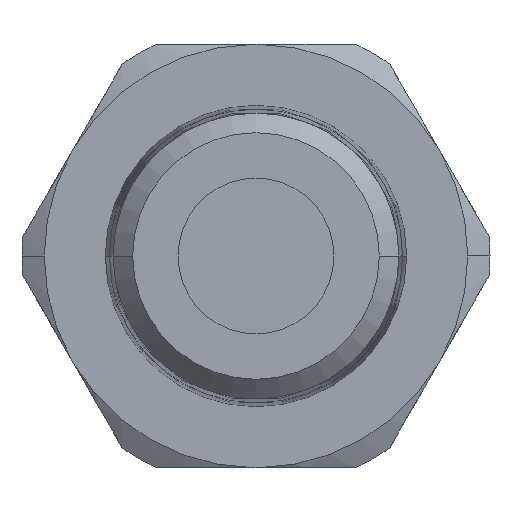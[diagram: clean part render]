
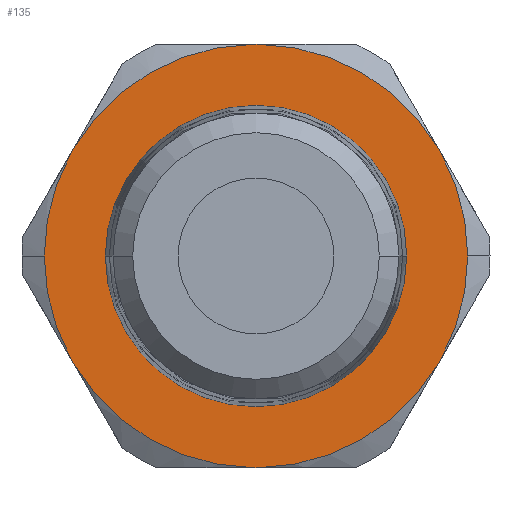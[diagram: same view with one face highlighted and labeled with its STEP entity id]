
A CAD part, front view. The second image highlights one B-rep face of the part: STEP entity #135.
In plain terms, the highlighted planar face has unit normal (0, -1, 0).
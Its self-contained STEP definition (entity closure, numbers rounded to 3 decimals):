
#135=ADVANCED_FACE('',(#326,#327),#328,.T.);
#326=FACE_BOUND('',#528,.T.);
#327=FACE_OUTER_BOUND('',#529,.T.);
#328=PLANE('',#530);
#528=EDGE_LOOP('',(#1256,#1257));
#529=EDGE_LOOP('',(#1258,#1259,#1260,#1261,#1262,#1263,#1264,#1265,#1266,#1267,#1268,#1269,#1270,#1271));
#530=AXIS2_PLACEMENT_3D('',#1272,#1273,#1274);
#1256=ORIENTED_EDGE('',*,*,#1374,.T.);
#1257=ORIENTED_EDGE('',*,*,#1485,.T.);
#1258=ORIENTED_EDGE('',*,*,#1523,.F.);
#1259=ORIENTED_EDGE('',*,*,#1324,.F.);
#1260=ORIENTED_EDGE('',*,*,#1547,.F.);
#1261=ORIENTED_EDGE('',*,*,#1493,.F.);
#1262=ORIENTED_EDGE('',*,*,#1543,.F.);
#1263=ORIENTED_EDGE('',*,*,#1501,.F.);
#1264=ORIENTED_EDGE('',*,*,#1541,.F.);
#1265=ORIENTED_EDGE('',*,*,#1509,.F.);
#1266=ORIENTED_EDGE('',*,*,#1540,.F.);
#1267=ORIENTED_EDGE('',*,*,#1354,.F.);
#1268=ORIENTED_EDGE('',*,*,#1511,.F.);
#1269=ORIENTED_EDGE('',*,*,#1542,.F.);
#1270=ORIENTED_EDGE('',*,*,#1516,.F.);
#1271=ORIENTED_EDGE('',*,*,#1544,.F.);
#1272=CARTESIAN_POINT('',(-6.501,0.0,0.0));
#1273=DIRECTION('',(0.0,-1.0,-0.0));
#1274=DIRECTION('',(1.0,0.0,0.0));
#1324=EDGE_CURVE('',#1608,#1610,#1611,.T.);
#1354=EDGE_CURVE('',#1665,#1661,#1667,.T.);
#1374=EDGE_CURVE('',#1695,#1699,#1701,.T.);
#1485=EDGE_CURVE('',#1699,#1695,#1882,.T.);
#1493=EDGE_CURVE('',#1894,#1884,#1896,.T.);
#1501=EDGE_CURVE('',#1908,#1898,#1910,.T.);
#1509=EDGE_CURVE('',#1922,#1912,#1924,.T.);
#1511=EDGE_CURVE('',#1926,#1665,#1928,.T.);
#1516=EDGE_CURVE('',#1935,#1937,#1938,.T.);
#1523=EDGE_CURVE('',#1610,#1950,#1951,.T.);
#1540=EDGE_CURVE('',#1661,#1922,#1971,.T.);
#1541=EDGE_CURVE('',#1912,#1908,#1972,.T.);
#1542=EDGE_CURVE('',#1937,#1926,#1973,.T.);
#1543=EDGE_CURVE('',#1898,#1894,#1974,.T.);
#1544=EDGE_CURVE('',#1950,#1935,#1975,.T.);
#1547=EDGE_CURVE('',#1884,#1608,#1978,.T.);
#1608=VERTEX_POINT('',#2018);
#1610=VERTEX_POINT('',#2021);
#1611=CIRCLE('',#2022,9.501);
#1661=VERTEX_POINT('',#2112);
#1665=VERTEX_POINT('',#2117);
#1667=CIRCLE('',#2128,9.501);
#1695=VERTEX_POINT('',#2197);
#1699=VERTEX_POINT('',#2202);
#1701=CIRCLE('',#2205,6.76);
#1882=CIRCLE('',#2567,6.76);
#1884=VERTEX_POINT('',#2578);
#1894=VERTEX_POINT('',#2617);
#1896=LINE('',#2628,#2629);
#1898=VERTEX_POINT('',#2640);
#1908=VERTEX_POINT('',#2679);
#1910=LINE('',#2690,#2691);
#1912=VERTEX_POINT('',#2702);
#1922=VERTEX_POINT('',#2741);
#1924=LINE('',#2752,#2753);
#1926=VERTEX_POINT('',#2755);
#1928=LINE('',#2766,#2767);
#1935=VERTEX_POINT('',#2793);
#1937=VERTEX_POINT('',#2804);
#1938=LINE('',#2805,#2806);
#1950=VERTEX_POINT('',#2856);
#1951=LINE('',#2857,#2858);
#1971=CIRCLE('',#2906,9.501);
#1972=CIRCLE('',#2907,9.501);
#1973=CIRCLE('',#2908,9.501);
#1974=CIRCLE('',#2909,9.501);
#1975=CIRCLE('',#2910,9.501);
#1978=CIRCLE('',#2913,9.501);
#2018=CARTESIAN_POINT('',(-9.501,0.0,0.));
#2021=CARTESIAN_POINT('',(-8.296,0.0,4.632));
#2022=AXIS2_PLACEMENT_3D('',#2949,#2950,#2951);
#2112=CARTESIAN_POINT('',(9.501,0.0,0.));
#2117=CARTESIAN_POINT('',(8.296,0.0,4.632));
#2128=AXIS2_PLACEMENT_3D('',#3014,#3015,#3016);
#2197=CARTESIAN_POINT('',(6.76,0.0,0.0));
#2202=CARTESIAN_POINT('',(-6.76,0.0,0.));
#2205=AXIS2_PLACEMENT_3D('',#3048,#3049,#3050);
#2567=AXIS2_PLACEMENT_3D('',#3250,#3251,#3252);
#2578=CARTESIAN_POINT('',(-8.296,0.0,-4.632));
#2617=CARTESIAN_POINT('',(-8.159,0.0,-4.868));
#2628=CARTESIAN_POINT('',(-9.04,0.0,-3.342));
#2629=VECTOR('',#3255,1.0);
#2640=CARTESIAN_POINT('',(-0.137,0.0,-9.5));
#2679=CARTESIAN_POINT('',(0.137,0.0,-9.5));
#2690=CARTESIAN_POINT('',(-3.25,0.0,-9.5));
#2691=VECTOR('',#3258,1.0);
#2702=CARTESIAN_POINT('',(8.159,0.0,-4.868));
#2741=CARTESIAN_POINT('',(8.296,0.0,-4.632));
#2752=CARTESIAN_POINT('',(7.415,0.0,-6.158));
#2753=VECTOR('',#3261,1.0);
#2755=CARTESIAN_POINT('',(8.159,0.0,4.868));
#2766=CARTESIAN_POINT('',(7.415,0.0,6.158));
#2767=VECTOR('',#3262,1.0);
#2793=CARTESIAN_POINT('',(-0.137,0.0,9.5));
#2804=CARTESIAN_POINT('',(0.137,0.0,9.5));
#2805=CARTESIAN_POINT('',(-3.25,0.0,9.5));
#2806=VECTOR('',#3264,1.0);
#2856=CARTESIAN_POINT('',(-8.159,0.0,4.868));
#2857=CARTESIAN_POINT('',(-9.04,0.0,3.342));
#2858=VECTOR('',#3267,1.0);
#2906=AXIS2_PLACEMENT_3D('',#3305,#3306,#3307);
#2907=AXIS2_PLACEMENT_3D('',#3308,#3309,#3310);
#2908=AXIS2_PLACEMENT_3D('',#3311,#3312,#3313);
#2909=AXIS2_PLACEMENT_3D('',#3314,#3315,#3316);
#2910=AXIS2_PLACEMENT_3D('',#3317,#3318,#3319);
#2913=AXIS2_PLACEMENT_3D('',#3326,#3327,#3328);
#2949=CARTESIAN_POINT('',(0.0,0.0,0.0));
#2950=DIRECTION('',(0.0,1.0,0.0));
#2951=DIRECTION('',(-1.0,0.0,0.0));
#3014=CARTESIAN_POINT('',(0.0,0.0,0.0));
#3015=DIRECTION('',(0.0,1.0,0.0));
#3016=DIRECTION('',(-1.0,0.0,0.0));
#3048=CARTESIAN_POINT('',(0.0,0.0,0.0));
#3049=DIRECTION('',(-0.0,1.0,0.0));
#3050=DIRECTION('',(1.0,0.0,0.0));
#3250=CARTESIAN_POINT('',(0.0,0.0,0.0));
#3251=DIRECTION('',(-0.0,1.0,0.0));
#3252=DIRECTION('',(1.0,0.0,0.0));
#3255=DIRECTION('',(-0.5,-0.0,0.866));
#3258=DIRECTION('',(-1.0,0.0,-0.0));
#3261=DIRECTION('',(-0.5,0.0,-0.866));
#3262=DIRECTION('',(0.5,0.0,-0.866));
#3264=DIRECTION('',(1.0,0.0,0.));
#3267=DIRECTION('',(0.5,0.0,0.866));
#3305=CARTESIAN_POINT('',(0.0,0.0,0.0));
#3306=DIRECTION('',(0.0,1.0,0.0));
#3307=DIRECTION('',(-1.0,0.0,0.0));
#3308=CARTESIAN_POINT('',(0.0,0.0,0.0));
#3309=DIRECTION('',(0.0,1.0,0.0));
#3310=DIRECTION('',(-1.0,0.0,0.0));
#3311=CARTESIAN_POINT('',(0.0,0.0,0.0));
#3312=DIRECTION('',(0.0,1.0,0.0));
#3313=DIRECTION('',(-1.0,0.0,0.0));
#3314=CARTESIAN_POINT('',(0.0,0.0,0.0));
#3315=DIRECTION('',(0.0,1.0,0.0));
#3316=DIRECTION('',(-1.0,0.0,0.0));
#3317=CARTESIAN_POINT('',(0.0,0.0,0.0));
#3318=DIRECTION('',(0.0,1.0,0.0));
#3319=DIRECTION('',(-1.0,0.0,0.0));
#3326=CARTESIAN_POINT('',(0.0,0.0,0.0));
#3327=DIRECTION('',(0.0,1.0,0.0));
#3328=DIRECTION('',(-1.0,0.0,0.0));
